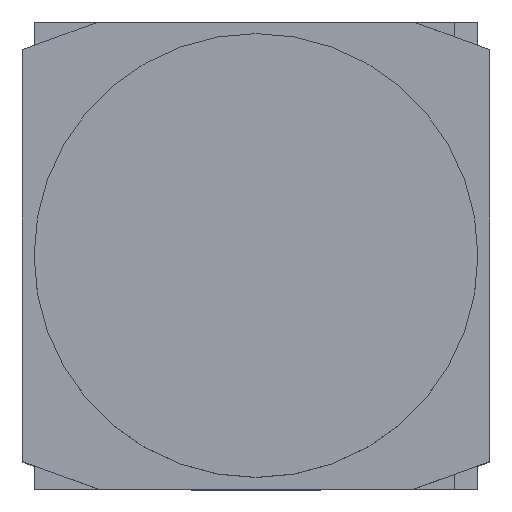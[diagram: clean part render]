
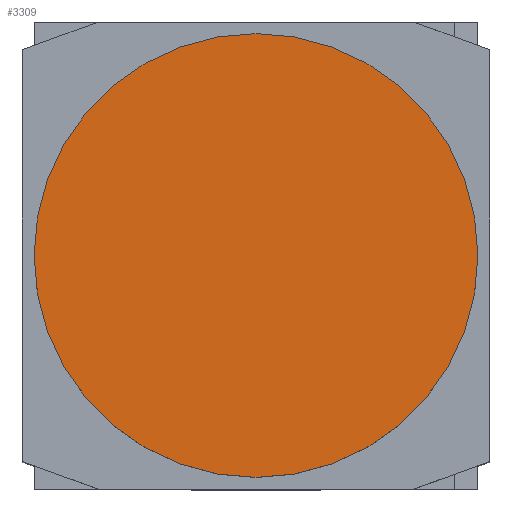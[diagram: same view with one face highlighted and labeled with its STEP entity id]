
A CAD part, top view. The second image highlights one B-rep face of the part: STEP entity #3309.
In plain terms, the highlighted planar face has unit normal (0, 0, 1).
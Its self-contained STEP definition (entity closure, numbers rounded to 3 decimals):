
#1387=CARTESIAN_POINT('',(-19.0,0.,38.0));
#1388=VERTEX_POINT('',#1387);
#1404=CARTESIAN_POINT('',(19.0,0.,38.0));
#1405=VERTEX_POINT('',#1404);
#1412=CARTESIAN_POINT('',(0.0,0.0,38.0));
#1413=DIRECTION('',(0.0,0.0,-1.0));
#1414=DIRECTION('',(-1.0,0.0,0.0));
#1415=AXIS2_PLACEMENT_3D('',#1412,#1413,#1414);
#1416=CIRCLE('',#1415,19.0);
#1417=EDGE_CURVE('',#1405,#1388,#1416,.T.);
#3294=CARTESIAN_POINT('',(0.0,0.0,38.0));
#3295=DIRECTION('',(0.0,0.0,-1.0));
#3296=DIRECTION('',(-1.0,0.0,0.0));
#3297=AXIS2_PLACEMENT_3D('',#3294,#3295,#3296);
#3298=PLANE('',#3297);
#3299=ORIENTED_EDGE('',*,*,#1417,.F.);
#3300=CARTESIAN_POINT('',(0.0,0.0,38.0));
#3301=DIRECTION('',(0.0,0.0,-1.0));
#3302=DIRECTION('',(-1.0,0.0,0.0));
#3303=AXIS2_PLACEMENT_3D('',#3300,#3301,#3302);
#3304=CIRCLE('',#3303,19.0);
#3305=EDGE_CURVE('',#1388,#1405,#3304,.T.);
#3306=ORIENTED_EDGE('',*,*,#3305,.F.);
#3307=EDGE_LOOP('',(#3299,#3306));
#3308=FACE_OUTER_BOUND('',#3307,.T.);
#3309=ADVANCED_FACE('',(#3308),#3298,.F.);
